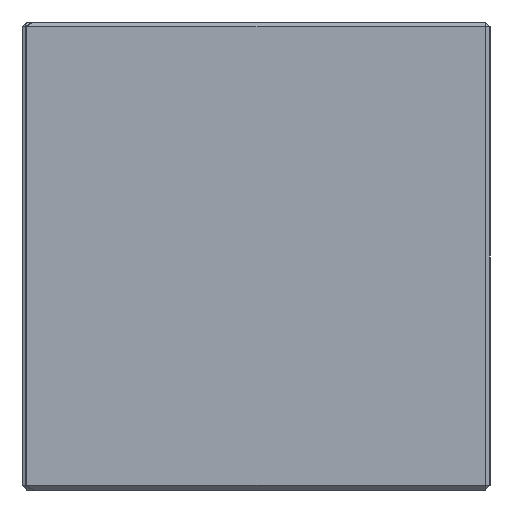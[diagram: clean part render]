
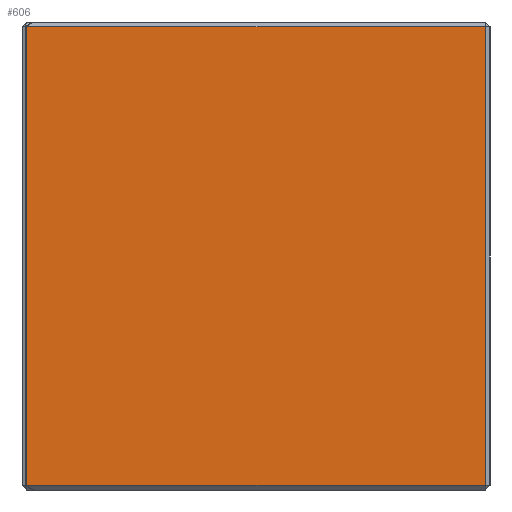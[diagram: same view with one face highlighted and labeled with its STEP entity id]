
A CAD part, left-side view. The second image highlights one B-rep face of the part: STEP entity #606.
In plain terms, the highlighted planar face has unit normal (-1, 0, 0).
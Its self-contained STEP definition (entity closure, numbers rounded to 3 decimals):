
#27 = CARTESIAN_POINT ( 'NONE',  ( 0., 0.2, 0.2 ) ) ;
#111 = VERTEX_POINT ( 'NONE', #1420 ) ;
#187 = CARTESIAN_POINT ( 'NONE',  ( 0., 0.2, 19.8 ) ) ;
#210 = VECTOR ( 'NONE', #749, 1000. ) ;
#229 = EDGE_CURVE ( 'NONE', #1522, #986, #1580, .T. ) ;
#283 = ORIENTED_EDGE ( 'NONE', *, *, #1422, .T. ) ;
#286 = VECTOR ( 'NONE', #1399, 1000. ) ;
#377 = CARTESIAN_POINT ( 'NONE',  ( 0., 19.8, 20. ) ) ;
#399 = EDGE_LOOP ( 'NONE', ( #1141, #283, #1028, #1251 ) ) ;
#521 = CARTESIAN_POINT ( 'NONE',  ( 0., 0., 19.8 ) ) ;
#538 = CARTESIAN_POINT ( 'NONE',  ( 0., 0., 20. ) ) ;
#606 = ADVANCED_FACE ( 'NONE', ( #1263 ), #1527, .F. ) ;
#635 = DIRECTION ( 'NONE',  ( 0., 0., -1. ) ) ;
#644 = EDGE_CURVE ( 'NONE', #986, #111, #1509, .T. ) ;
#696 = DIRECTION ( 'NONE',  ( 0., 0., 1. ) ) ;
#749 = DIRECTION ( 'NONE',  ( 0., 0., -1. ) ) ;
#751 = VERTEX_POINT ( 'NONE', #1197 ) ;
#863 = AXIS2_PLACEMENT_3D ( 'NONE', #538, #1256, #635 ) ;
#913 = VECTOR ( 'NONE', #696, 1000. ) ;
#986 = VERTEX_POINT ( 'NONE', #187 ) ;
#1028 = ORIENTED_EDGE ( 'NONE', *, *, #1605, .T. ) ;
#1141 = ORIENTED_EDGE ( 'NONE', *, *, #644, .T. ) ;
#1186 = LINE ( 'NONE', #1211, #1198 ) ;
#1197 = CARTESIAN_POINT ( 'NONE',  ( 0., 19.8, 0.2 ) ) ;
#1198 = VECTOR ( 'NONE', #1330, 1000. ) ;
#1211 = CARTESIAN_POINT ( 'NONE',  ( 0., 0., 0.2 ) ) ;
#1251 = ORIENTED_EDGE ( 'NONE', *, *, #229, .T. ) ;
#1256 = DIRECTION ( 'NONE',  ( 1., 0., 0. ) ) ;
#1263 = FACE_OUTER_BOUND ( 'NONE', #399, .T. ) ;
#1330 = DIRECTION ( 'NONE',  ( 0., -1., 0. ) ) ;
#1399 = DIRECTION ( 'NONE',  ( 0., 1., 0. ) ) ;
#1420 = CARTESIAN_POINT ( 'NONE',  ( 0., 19.8, 19.8 ) ) ;
#1422 = EDGE_CURVE ( 'NONE', #111, #751, #1501, .T. ) ;
#1501 = LINE ( 'NONE', #377, #210 ) ;
#1509 = LINE ( 'NONE', #521, #286 ) ;
#1522 = VERTEX_POINT ( 'NONE', #27 ) ;
#1527 = PLANE ( 'NONE',  #863 ) ;
#1570 = CARTESIAN_POINT ( 'NONE',  ( 0., 0.2, 20. ) ) ;
#1580 = LINE ( 'NONE', #1570, #913 ) ;
#1605 = EDGE_CURVE ( 'NONE', #751, #1522, #1186, .T. ) ;
